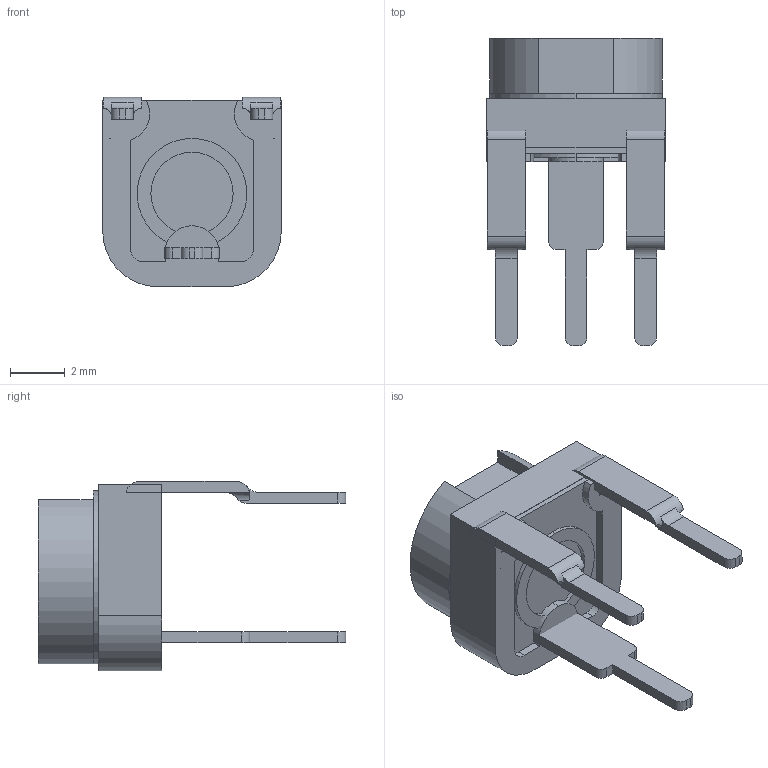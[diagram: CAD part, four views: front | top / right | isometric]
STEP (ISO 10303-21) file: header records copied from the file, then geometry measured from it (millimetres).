
FILE_DESCRIPTION (( 'STEP AP214' ), '1' );
FILE_NAME ('STEP Trimmer Potentiometer 201.STEP', '2021-08-03T08:10:07', ( '' ), ( '' ), 'SwSTEP 2.0', 'SolidWorks 2021', '' );
FILE_SCHEMA (( 'AUTOMOTIVE_DESIGN' ));
Length unit declared in the file: millimetre
Products named in the file (1): STEP Trimmer Potentiometer 201
Bounding box: 6.5 x 11.2 x 6.9 mm (x, y, z)
Volume: 142.9 mm3; surface area: 434.7 mm2
Topology: 3 solids, 3 shells, 184 faces, 509 edges, 338 vertices
Faces by surface type: plane 111, cylinder 46, bspline 27
Entity records: 7742 total; most frequent: CARTESIAN_POINT 2559, ORIENTED_EDGE 1018, DIRECTION 843, EDGE_CURVE 509, LINE 359, VECTOR 359, VERTEX_POINT 338, AXIS2_PLACEMENT_3D 242
